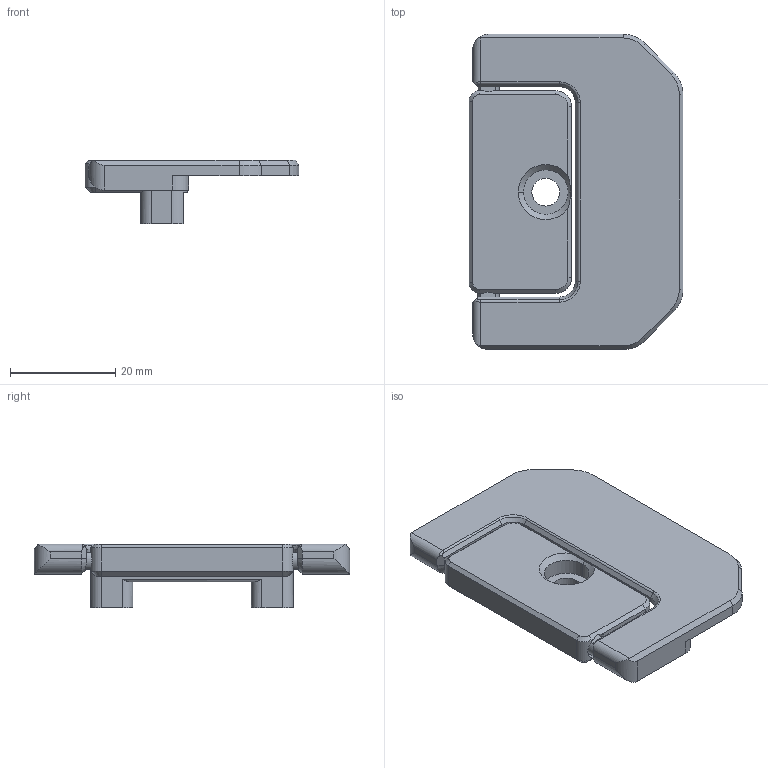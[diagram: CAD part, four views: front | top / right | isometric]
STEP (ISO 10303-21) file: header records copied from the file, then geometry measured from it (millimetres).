
FILE_DESCRIPTION (( 'STEP AP203' ), '1' );
FILE_NAME ('Hinge-Door.STEP', '2021-09-24T21:16:36', ( '' ), ( '' ), 'SwSTEP 2.0', 'SolidWorks 2019', '' );
FILE_SCHEMA (( 'CONFIG_CONTROL_DESIGN' ));
Length unit declared in the file: inch
Products named in the file (1): Hinge-Door
Bounding box: 40.7 x 60 x 12.18 mm (x, y, z)
Volume: 10307.8 mm3; surface area: 7440.8 mm2
Topology: 2 solids, 2 shells, 121 faces, 321 edges, 200 vertices
Faces by surface type: plane 59, cylinder 40, cone 18, bspline 2, torus 2
Entity records: 3928 total; most frequent: CARTESIAN_POINT 901, ORIENTED_EDGE 642, DIRECTION 605, EDGE_CURVE 321, AXIS2_PLACEMENT_3D 210, VERTEX_POINT 200, VECTOR 185, LINE 185
